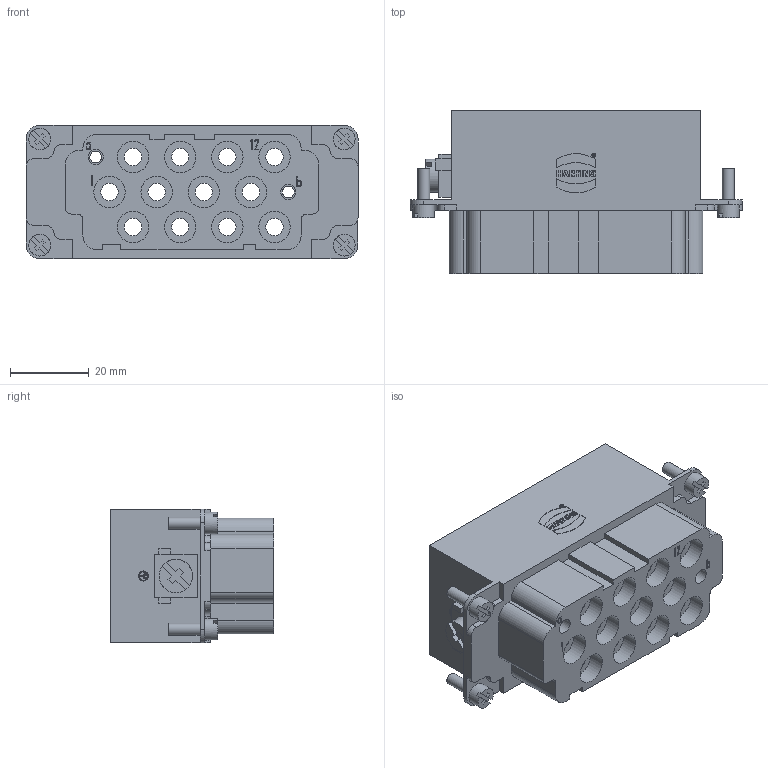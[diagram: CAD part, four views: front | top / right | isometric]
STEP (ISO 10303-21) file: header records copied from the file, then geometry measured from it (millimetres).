
FILE_DESCRIPTION(/* description */ (''),/* implementation_level */ '2;1');
FILE_NAME(/* name */ '100095483ugm000_b.stp',/* time_stamp */ '2017-10-24T08:15:54+02:00',/* author */ (''),/* organization */ (''),/* preprocessor_version */ 'ST-DEVELOPER v16',/* originating_system */ 'SIEMENS PLM Software NX 10.0',/* authorisation */ '');
FILE_SCHEMA (('AUTOMOTIVE_DESIGN { 1 0 10303 214 3 1 1 1 }'));
Length unit declared in the file: millimetre
Products named in the file (1): 100095483ugm000_b
Bounding box: 84.5 x 41.5 x 34 mm (x, y, z)
Volume: 68322.9 mm3; surface area: 25179.4 mm2
Topology: 1 solids, 1 shells, 484 faces, 1223 edges, 829 vertices
Faces by surface type: plane 369, cylinder 106, bspline 9
Full cylindrical faces by diameter (mm): 0.753 x1, 0.986 x1, 2.304 x1, 2.56 x1, 3 x6, 3.85 x2, 4 x2, 4.4 x12, 5.5 x4, 6.4 x12, 8 x12, 8.5 x1
Entity records: 17425 total; most frequent: CARTESIAN_POINT 2947, ORIENTED_EDGE 2336, DIRECTION 2334, EDGE_CURVE 1168, LINE 918, VECTOR 918, VERTEX_POINT 814, AXIS2_PLACEMENT_3D 708
